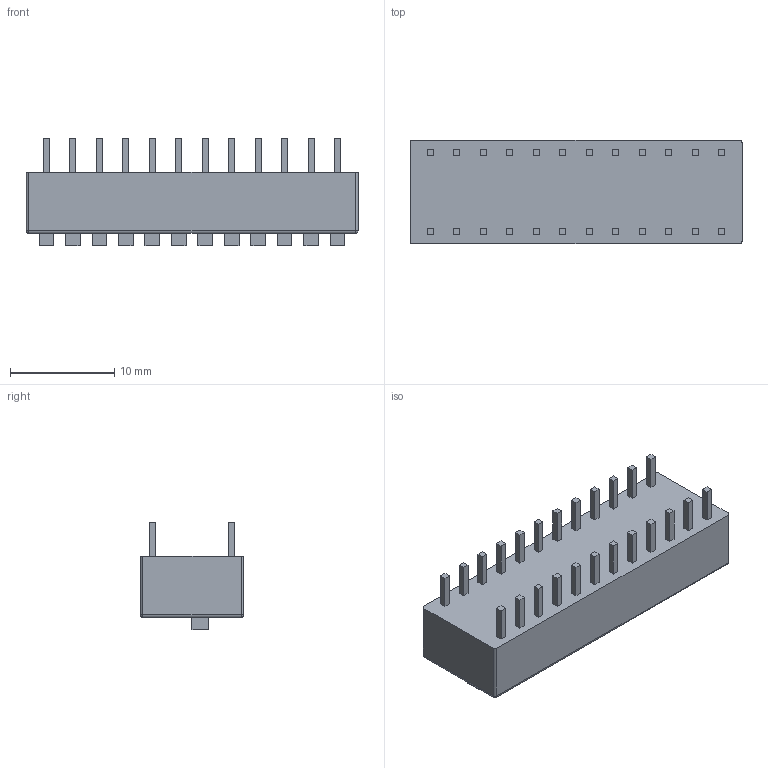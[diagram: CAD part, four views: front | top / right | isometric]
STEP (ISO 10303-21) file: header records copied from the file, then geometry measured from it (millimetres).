
FILE_DESCRIPTION (( 'STEP AP203' ), '1' );
FILE_NAME ('Dip Switch 12.STEP', '2019-12-21T12:07:53', ( '' ), ( '' ), 'SwSTEP 2.0', 'SolidWorks 2017', '' );
FILE_SCHEMA (( 'CONFIG_CONTROL_DESIGN' ));
Length unit declared in the file: millimetre
Products named in the file (1): Dip Switch 12
Bounding box: 31.84 x 9.9 x 10.35 mm (x, y, z)
Volume: 1900.7 mm3; surface area: 1738.4 mm2
Topology: 25 solids, 25 shells, 342 faces, 760 edges, 500 vertices
Faces by surface type: plane 330, cylinder 8, sphere 4
Entity records: 9249 total; most frequent: CARTESIAN_POINT 1599, ORIENTED_EDGE 1512, DIRECTION 1458, EDGE_CURVE 756, LINE 740, VECTOR 740, VERTEX_POINT 500, EDGE_LOOP 378
